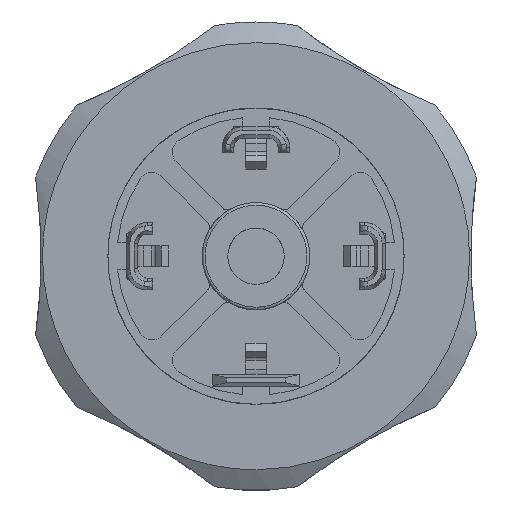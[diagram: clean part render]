
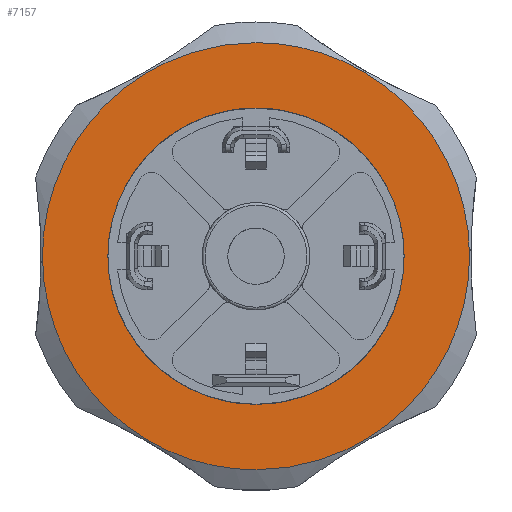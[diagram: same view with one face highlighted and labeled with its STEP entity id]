
A CAD part, front view. The second image highlights one B-rep face of the part: STEP entity #7157.
In plain terms, the highlighted planar face has unit normal (0, -1, 0).
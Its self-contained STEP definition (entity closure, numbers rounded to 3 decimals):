
#1067=PLANE('',#7458);
#1782=ORIENTED_EDGE('',*,*,#3239,.T.);
#1783=ORIENTED_EDGE('',*,*,#3240,.T.);
#1784=ORIENTED_EDGE('',*,*,#3065,.T.);
#1785=ORIENTED_EDGE('',*,*,#3064,.T.);
#3064=EDGE_CURVE('',#3846,#3847,#4270,.T.);
#3065=EDGE_CURVE('',#3847,#3846,#4271,.T.);
#3239=EDGE_CURVE('',#3974,#3975,#4330,.T.);
#3240=EDGE_CURVE('',#3975,#3974,#4331,.T.);
#3846=VERTEX_POINT('',#9659);
#3847=VERTEX_POINT('',#9660);
#3974=VERTEX_POINT('',#10208);
#3975=VERTEX_POINT('',#10209);
#4270=B_SPLINE_CURVE_WITH_KNOTS('',3,(#9648,#9649,#9650,#9651,#9652,#9653,
#9654,#9655,#9656,#9657,#9658),.UNSPECIFIED.,.F.,.F.,(4,1,1,1,1,1,1,1,4),
(0.,0.125,0.25,0.375,0.5,0.625,0.75,0.875,1.),.UNSPECIFIED.);
#4271=B_SPLINE_CURVE_WITH_KNOTS('',3,(#9661,#9662,#9663,#9664,#9665,#9666,
#9667,#9668,#9669,#9670,#9671),.UNSPECIFIED.,.F.,.F.,(4,1,1,1,1,1,1,1,4),
(0.,0.125,0.25,0.375,0.5,0.625,0.75,0.875,1.),.UNSPECIFIED.);
#4330=B_SPLINE_CURVE_WITH_KNOTS('',3,(#10197,#10198,#10199,#10200,#10201,
#10202,#10203,#10204,#10205,#10206,#10207),.UNSPECIFIED.,.F.,.F.,(4,1,1,
1,1,1,1,1,4),(0.,0.125,0.25,0.375,0.5,0.625,0.75,0.875,1.),
 .UNSPECIFIED.);
#4331=B_SPLINE_CURVE_WITH_KNOTS('',3,(#10210,#10211,#10212,#10213,#10214,
#10215,#10216,#10217,#10218,#10219,#10220),.UNSPECIFIED.,.F.,.F.,(4,1,1,
1,1,1,1,1,4),(0.,0.125,0.25,0.375,0.5,0.625,0.75,0.875,1.),
 .UNSPECIFIED.);
#4542=EDGE_LOOP('',(#1782,#1783));
#4543=EDGE_LOOP('',(#1784,#1785));
#4850=FACE_BOUND('',#4542,.T.);
#4851=FACE_BOUND('',#4543,.T.);
#7157=ADVANCED_FACE('',(#4850,#4851),#1067,.T.);
#7458=AXIS2_PLACEMENT_3D('',#10196,#8115,#8116);
#8115=DIRECTION('',(0.,-1.,0.));
#8116=DIRECTION('',(0.,0.,-1.));
#9648=CARTESIAN_POINT('',(0.,-64.2,15.5));
#9649=CARTESIAN_POINT('',(-2.036,-64.2,15.5));
#9650=CARTESIAN_POINT('',(-6.083,-64.2,14.693));
#9651=CARTESIAN_POINT('',(-11.246,-64.2,11.245));
#9652=CARTESIAN_POINT('',(-14.693,-64.2,6.086));
#9653=CARTESIAN_POINT('',(-15.904,-64.2,0.));
#9654=CARTESIAN_POINT('',(-14.693,-64.2,-6.086));
#9655=CARTESIAN_POINT('',(-11.246,-64.2,-11.245));
#9656=CARTESIAN_POINT('',(-6.082,-64.2,-14.693));
#9657=CARTESIAN_POINT('',(-2.037,-64.2,-15.5));
#9658=CARTESIAN_POINT('',(0.,-64.2,-15.5));
#9659=CARTESIAN_POINT('',(0.,-64.2,15.5));
#9660=CARTESIAN_POINT('',(0.,-64.2,-15.5));
#9661=CARTESIAN_POINT('',(0.,-64.2,-15.5));
#9662=CARTESIAN_POINT('',(2.036,-64.2,-15.5));
#9663=CARTESIAN_POINT('',(6.083,-64.2,-14.693));
#9664=CARTESIAN_POINT('',(11.246,-64.2,-11.245));
#9665=CARTESIAN_POINT('',(14.693,-64.2,-6.086));
#9666=CARTESIAN_POINT('',(15.904,-64.2,0.));
#9667=CARTESIAN_POINT('',(14.693,-64.2,6.086));
#9668=CARTESIAN_POINT('',(11.246,-64.2,11.245));
#9669=CARTESIAN_POINT('',(6.082,-64.2,14.693));
#9670=CARTESIAN_POINT('',(2.037,-64.2,15.5));
#9671=CARTESIAN_POINT('',(0.,-64.2,15.5));
#10196=CARTESIAN_POINT('',(0.,-64.2,13.125));
#10197=CARTESIAN_POINT('',(0.,-64.2,10.75));
#10198=CARTESIAN_POINT('',(1.412,-64.2,10.75));
#10199=CARTESIAN_POINT('',(4.219,-64.2,10.19));
#10200=CARTESIAN_POINT('',(7.8,-64.2,7.799));
#10201=CARTESIAN_POINT('',(10.19,-64.2,4.221));
#10202=CARTESIAN_POINT('',(11.03,-64.2,0.));
#10203=CARTESIAN_POINT('',(10.19,-64.2,-4.221));
#10204=CARTESIAN_POINT('',(7.8,-64.2,-7.799));
#10205=CARTESIAN_POINT('',(4.218,-64.2,-10.19));
#10206=CARTESIAN_POINT('',(1.413,-64.2,-10.75));
#10207=CARTESIAN_POINT('',(0.,-64.2,-10.75));
#10208=CARTESIAN_POINT('',(0.,-64.2,10.75));
#10209=CARTESIAN_POINT('',(0.,-64.2,-10.75));
#10210=CARTESIAN_POINT('',(0.,-64.2,-10.75));
#10211=CARTESIAN_POINT('',(-1.412,-64.2,-10.75));
#10212=CARTESIAN_POINT('',(-4.219,-64.2,-10.19));
#10213=CARTESIAN_POINT('',(-7.8,-64.2,-7.799));
#10214=CARTESIAN_POINT('',(-10.19,-64.2,-4.221));
#10215=CARTESIAN_POINT('',(-11.03,-64.2,0.));
#10216=CARTESIAN_POINT('',(-10.19,-64.2,4.221));
#10217=CARTESIAN_POINT('',(-7.8,-64.2,7.799));
#10218=CARTESIAN_POINT('',(-4.218,-64.2,10.19));
#10219=CARTESIAN_POINT('',(-1.413,-64.2,10.75));
#10220=CARTESIAN_POINT('',(0.,-64.2,10.75));
